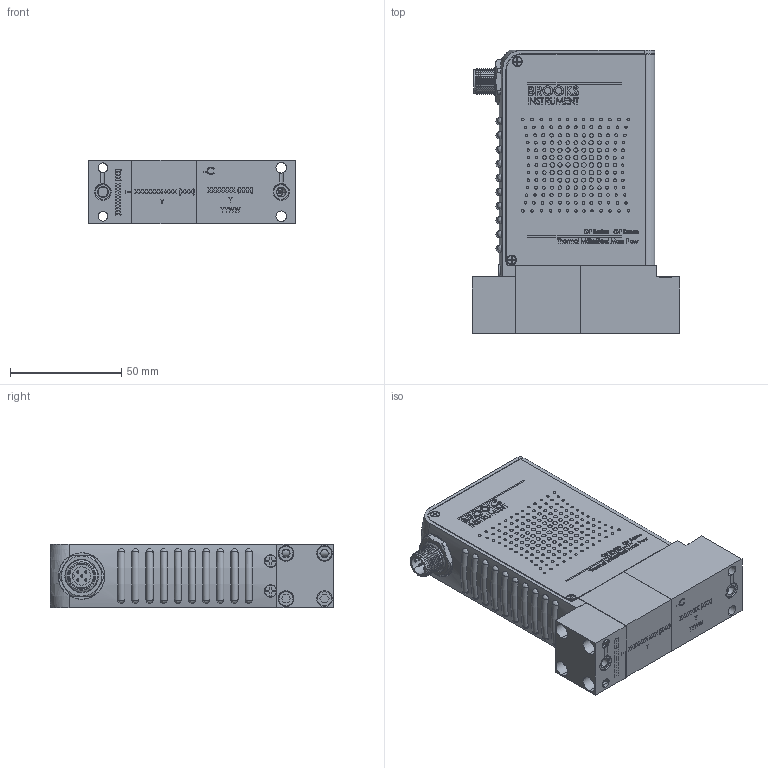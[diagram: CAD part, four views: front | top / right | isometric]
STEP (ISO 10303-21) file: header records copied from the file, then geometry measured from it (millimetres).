
FILE_DESCRIPTION (( 'STEP AP203' ), '1' );
FILE_NAME ('GF100-GF120-GF125-DX-CX.STEP', '2017-12-12T14:54:52', ( 'mrutkowski' ), ( 'Hewlett-Packard Company' ), 'SwSTEP 2.0', 'SolidWorks 2017', '' );
FILE_SCHEMA (( 'CONFIG_CONTROL_DESIGN' ));
Products named in the file (1): GF100-GF120-GF125-DX-CX
Bounding box: 92.96 x 127 x 28.46 mm (x, y, z)
Surface area: 52530.5 mm2 (no closed solid volume)
Topology: 0 solids, 263 shells, 921 faces, 5296 edges, 4616 vertices
Faces by surface type: plane 531, cylinder 231, cone 76, torus 41, bspline 36, sphere 6
Entity records: 65442 total; most frequent: CARTESIAN_POINT 26604, DIRECTION 7192, ORIENTED_EDGE 6668, EDGE_CURVE 5284, VERTEX_POINT 4610, LINE 2802, VECTOR 2802, AXIS2_PLACEMENT_3D 2195
